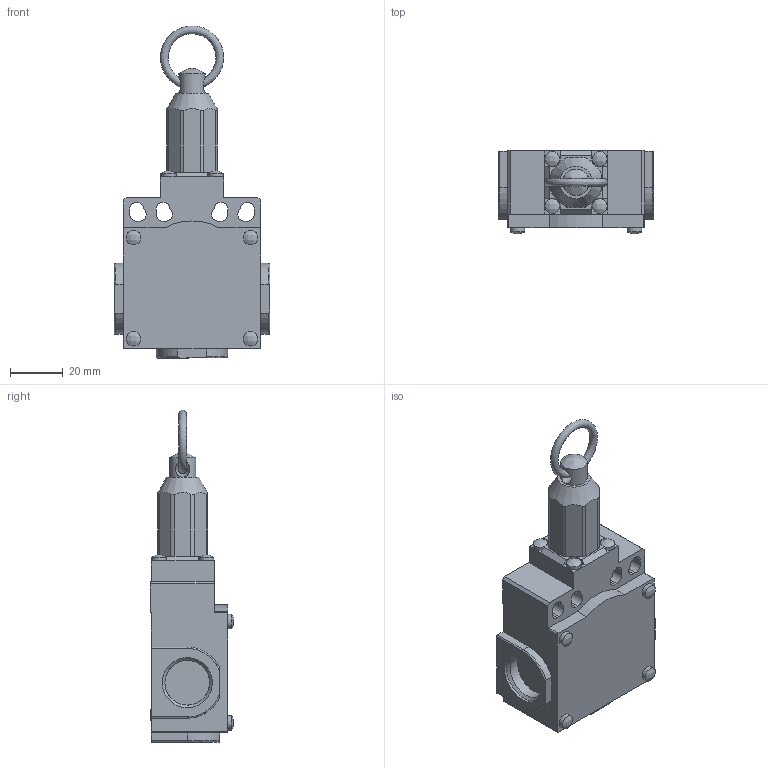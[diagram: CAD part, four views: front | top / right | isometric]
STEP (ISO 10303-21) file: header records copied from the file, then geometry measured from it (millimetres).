
FILE_DESCRIPTION (( 'STEP AP214' ), '1' );
FILE_NAME ('ADM2T9805Z11A.STEP', '2023-04-28T10:34:18', ( '' ), ( '' ), 'SwSTEP 2.0', 'SolidWorks 2021', '' );
FILE_SCHEMA (( 'AUTOMOTIVE_DESIGN' ));
Length unit declared in the file: inch
Products named in the file (1): ADM2T9805Z11A
Bounding box: 59 x 31.6 x 125.98 mm (x, y, z)
Volume: 97403.4 mm3; surface area: 22075.3 mm2
Topology: 1 solids, 5 shells, 182 faces, 442 edges, 289 vertices
Faces by surface type: plane 91, cylinder 69, bspline 16, cone 6
Full cylindrical faces by diameter (mm): 3.6 x2, 5.5 x4, 5.6 x4, 10 x1, 10.1 x1, 14.9 x1, 15 x1, 17 x3, 19 x3
Entity records: 5735 total; most frequent: CARTESIAN_POINT 1536, DIRECTION 858, ORIENTED_EDGE 818, EDGE_CURVE 409, AXIS2_PLACEMENT_3D 306, VERTEX_POINT 283, VECTOR 246, LINE 246
